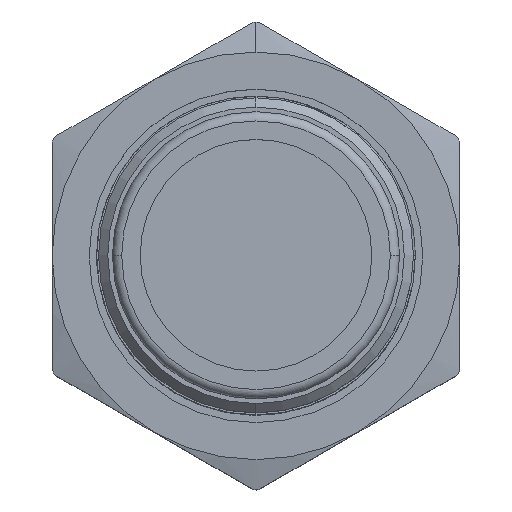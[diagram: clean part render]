
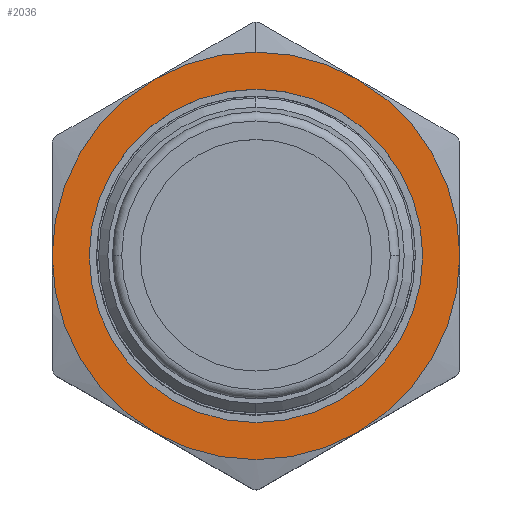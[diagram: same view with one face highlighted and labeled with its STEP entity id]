
A CAD part, top view. The second image highlights one B-rep face of the part: STEP entity #2036.
In plain terms, the highlighted planar face has unit normal (0, 0, 1).
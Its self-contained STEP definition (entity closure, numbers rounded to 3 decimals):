
#12 = VERTEX_POINT ( 'NONE', #43 ) ;
#29 = CARTESIAN_POINT ( 'NONE',  ( 0., 0., 8. ) ) ;
#31 = VERTEX_POINT ( 'NONE', #46 ) ;
#38 = VERTEX_POINT ( 'NONE', #54 ) ;
#40 = VERTEX_POINT ( 'NONE', #49 ) ;
#43 = CARTESIAN_POINT ( 'NONE',  ( 0., 11., 8. ) ) ;
#46 = CARTESIAN_POINT ( 'NONE',  ( -9., 0., 8. ) ) ;
#49 = CARTESIAN_POINT ( 'NONE',  ( -5.5, 9.526, 8. ) ) ;
#54 = CARTESIAN_POINT ( 'NONE',  ( 9., 0., 8. ) ) ;
#85 = DIRECTION ( 'NONE',  ( 0., 1., 0. ) ) ;
#86 = DIRECTION ( 'NONE',  ( 0., 0., 1. ) ) ;
#296 = EDGE_LOOP ( 'NONE', ( #734, #732, #735, #729, #897, #872, #748 ) ) ;
#438 = EDGE_LOOP ( 'NONE', ( #727, #730 ) ) ;
#460 = CARTESIAN_POINT ( 'NONE',  ( 0., 0., 8. ) ) ;
#461 = DIRECTION ( 'NONE',  ( 0., 0., 1. ) ) ;
#462 = DIRECTION ( 'NONE',  ( 1., 0., 0. ) ) ;
#611 = EDGE_CURVE ( 'NONE', #1425, #12, #3506, .T. ) ;
#646 = EDGE_CURVE ( 'NONE', #1413, #1370, #3695, .T. ) ;
#727 = ORIENTED_EDGE ( 'NONE', *, *, #3392, .F. ) ;
#729 = ORIENTED_EDGE ( 'NONE', *, *, #3407, .T. ) ;
#730 = ORIENTED_EDGE ( 'NONE', *, *, #3321, .F. ) ;
#732 = ORIENTED_EDGE ( 'NONE', *, *, #3395, .T. ) ;
#734 = ORIENTED_EDGE ( 'NONE', *, *, #3200, .T. ) ;
#735 = ORIENTED_EDGE ( 'NONE', *, *, #646, .T. ) ;
#748 = ORIENTED_EDGE ( 'NONE', *, *, #3242, .T. ) ;
#872 = ORIENTED_EDGE ( 'NONE', *, *, #3448, .T. ) ;
#897 = ORIENTED_EDGE ( 'NONE', *, *, #611, .T. ) ;
#1227 = CARTESIAN_POINT ( 'NONE',  ( 0., 0., 8. ) ) ;
#1228 = DIRECTION ( 'NONE',  ( 0., 0., 1. ) ) ;
#1229 = DIRECTION ( 'NONE',  ( 1., 0., 0. ) ) ;
#1305 = CARTESIAN_POINT ( 'NONE',  ( 0., 0., 8. ) ) ;
#1306 = DIRECTION ( 'NONE',  ( 0., 0., 1. ) ) ;
#1307 = DIRECTION ( 'NONE',  ( 0., 1., 0. ) ) ;
#1370 = VERTEX_POINT ( 'NONE', #1667 ) ;
#1413 = VERTEX_POINT ( 'NONE', #3734 ) ;
#1425 = VERTEX_POINT ( 'NONE', #3726 ) ;
#1444 = VERTEX_POINT ( 'NONE', #1482 ) ;
#1445 = VERTEX_POINT ( 'NONE', #1494 ) ;
#1482 = CARTESIAN_POINT ( 'NONE',  ( -11., 0., 8. ) ) ;
#1494 = CARTESIAN_POINT ( 'NONE',  ( -5.5, -9.526, 8. ) ) ;
#1515 = AXIS2_PLACEMENT_3D ( 'NONE', #1818, #1819, #1820 ) ;
#1533 = AXIS2_PLACEMENT_3D ( 'NONE', #1829, #1830, #1831 ) ;
#1549 = AXIS2_PLACEMENT_3D ( 'NONE', #1305, #1306, #1307 ) ;
#1594 = AXIS2_PLACEMENT_3D ( 'NONE', #2867, #2868, #2869 ) ;
#1614 = AXIS2_PLACEMENT_3D ( 'NONE', #1227, #1228, #1229 ) ;
#1667 = CARTESIAN_POINT ( 'NONE',  ( 11., 0., 8. ) ) ;
#1818 = CARTESIAN_POINT ( 'NONE',  ( 0., 0., 8. ) ) ;
#1819 = DIRECTION ( 'NONE',  ( 0., 0., 1. ) ) ;
#1820 = DIRECTION ( 'NONE',  ( -1., 0., 0. ) ) ;
#1829 = CARTESIAN_POINT ( 'NONE',  ( 0., 0., 8. ) ) ;
#1830 = DIRECTION ( 'NONE',  ( 0., 0., 1. ) ) ;
#1831 = DIRECTION ( 'NONE',  ( 1., 0., 0. ) ) ;
#2036 = ADVANCED_FACE ( 'NONE', ( #3708, #3518 ), #3027, .T. ) ;
#2060 = CIRCLE ( 'NONE', #1614, 11. ) ;
#2076 = CIRCLE ( 'NONE', #1549, 11. ) ;
#2144 = CIRCLE ( 'NONE', #1515, 9. ) ;
#2260 = CIRCLE ( 'NONE', #1533, 11. ) ;
#2282 = CIRCLE ( 'NONE', #1594, 9. ) ;
#2722 = DIRECTION ( 'NONE',  ( 0., 0., 1. ) ) ;
#2725 = CARTESIAN_POINT ( 'NONE',  ( 0., 0., 8. ) ) ;
#2726 = DIRECTION ( 'NONE',  ( 1., 0., 0. ) ) ;
#2867 = CARTESIAN_POINT ( 'NONE',  ( 0., 0., 8. ) ) ;
#2868 = DIRECTION ( 'NONE',  ( 0., 0., 1. ) ) ;
#2869 = DIRECTION ( 'NONE',  ( -1., 0., 0. ) ) ;
#3027 = PLANE ( 'NONE',  #3377 ) ;
#3028 = CARTESIAN_POINT ( 'NONE',  ( -11.132, -11.132, 8. ) ) ;
#3030 = DIRECTION ( 'NONE',  ( 0., 0., 1. ) ) ;
#3031 = DIRECTION ( 'NONE',  ( 1., 0., 0. ) ) ;
#3116 = CARTESIAN_POINT ( 'NONE',  ( 0., 0., 8. ) ) ;
#3117 = DIRECTION ( 'NONE',  ( 0., 0., 1. ) ) ;
#3118 = DIRECTION ( 'NONE',  ( 1., 0., 0. ) ) ;
#3200 = EDGE_CURVE ( 'NONE', #1444, #1445, #3596, .T. ) ;
#3232 = AXIS2_PLACEMENT_3D ( 'NONE', #3116, #3117, #3118 ) ;
#3242 = EDGE_CURVE ( 'NONE', #40, #1444, #3638, .T. ) ;
#3316 = AXIS2_PLACEMENT_3D ( 'NONE', #2725, #2722, #2726 ) ;
#3321 = EDGE_CURVE ( 'NONE', #38, #31, #2282, .T. ) ;
#3377 = AXIS2_PLACEMENT_3D ( 'NONE', #3028, #3030, #3031 ) ;
#3383 = AXIS2_PLACEMENT_3D ( 'NONE', #460, #461, #462 ) ;
#3392 = EDGE_CURVE ( 'NONE', #31, #38, #2144, .T. ) ;
#3395 = EDGE_CURVE ( 'NONE', #1445, #1413, #2260, .T. ) ;
#3407 = EDGE_CURVE ( 'NONE', #1370, #1425, #2060, .T. ) ;
#3426 = AXIS2_PLACEMENT_3D ( 'NONE', #29, #86, #85 ) ;
#3448 = EDGE_CURVE ( 'NONE', #12, #40, #2076, .T. ) ;
#3506 = CIRCLE ( 'NONE', #3426, 11. ) ;
#3518 = FACE_OUTER_BOUND ( 'NONE', #296, .T. ) ;
#3596 = CIRCLE ( 'NONE', #3232, 11. ) ;
#3638 = CIRCLE ( 'NONE', #3383, 11. ) ;
#3695 = CIRCLE ( 'NONE', #3316, 11. ) ;
#3708 = FACE_BOUND ( 'NONE', #438, .T. ) ;
#3726 = CARTESIAN_POINT ( 'NONE',  ( 5.5, 9.526, 8. ) ) ;
#3734 = CARTESIAN_POINT ( 'NONE',  ( 5.5, -9.526, 8. ) ) ;
